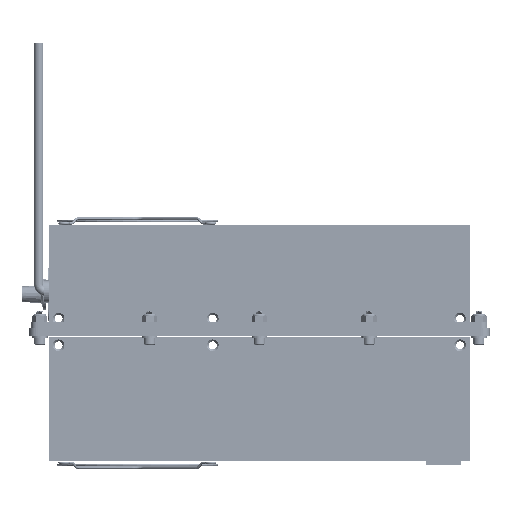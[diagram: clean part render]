
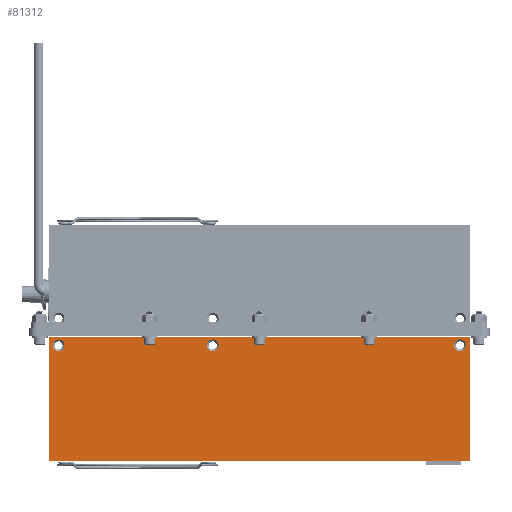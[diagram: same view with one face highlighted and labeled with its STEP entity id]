
A CAD part, left-side view. The second image highlights one B-rep face of the part: STEP entity #81312.
In plain terms, the highlighted planar face has unit normal (-1, 0, 0).
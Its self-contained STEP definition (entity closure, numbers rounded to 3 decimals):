
#15 = VERTEX_POINT ( 'NONE', #4784 ) ;
#229 = CARTESIAN_POINT ( 'NONE',  ( -0.691, 8.571, 10.92 ) ) ;
#1496 = EDGE_CURVE ( 'NONE', #72661, #3276, #7446, .T. ) ;
#3276 = VERTEX_POINT ( 'NONE', #76267 ) ;
#4784 = CARTESIAN_POINT ( 'NONE',  ( -0.691, 13.196, 11.155 ) ) ;
#5053 = CARTESIAN_POINT ( 'NONE',  ( -0.691, 13.196, 11.155 ) ) ;
#6103 = CARTESIAN_POINT ( 'NONE',  ( -0.691, 1.602, 11.086 ) ) ;
#6637 = CARTESIAN_POINT ( 'NONE',  ( -0.691, 1.321, 11.155 ) ) ;
#6969 = AXIS2_PLACEMENT_3D ( 'NONE', #39389, #112658, #30781 ) ;
#7419 = EDGE_LOOP ( 'NONE', ( #56148, #91676, #26688, #33838 ) ) ;
#7446 = CIRCLE ( 'NONE', #6969, 0.166 ) ;
#7483 = CARTESIAN_POINT ( 'NONE',  ( -0.691, 13.196, 11.155 ) ) ;
#7720 = CIRCLE ( 'NONE', #27938, 0.166 ) ;
#9441 = CARTESIAN_POINT ( 'NONE',  ( -0.691, 12.915, 10.92 ) ) ;
#9486 = EDGE_CURVE ( 'NONE', #3276, #72661, #7720, .T. ) ;
#9762 = DIRECTION ( 'NONE',  ( -1., 0., 0. ) ) ;
#10154 = LINE ( 'NONE', #32372, #107766 ) ;
#10466 = DIRECTION ( 'NONE',  ( 0., 0., -1. ) ) ;
#10667 = EDGE_CURVE ( 'NONE', #89284, #133979, #74366, .T. ) ;
#14946 = AXIS2_PLACEMENT_3D ( 'NONE', #92304, #50984, #82773 ) ;
#14983 = CARTESIAN_POINT ( 'NONE',  ( -0.691, 12.915, 11.086 ) ) ;
#18757 = ORIENTED_EDGE ( 'NONE', *, *, #1496, .F. ) ;
#20072 = DIRECTION ( 'NONE',  ( 0., -1., 0. ) ) ;
#25826 = CIRCLE ( 'NONE', #112180, 0.166 ) ;
#26688 = ORIENTED_EDGE ( 'NONE', *, *, #52709, .F. ) ;
#27870 = EDGE_LOOP ( 'NONE', ( #18757, #105920 ) ) ;
#27938 = AXIS2_PLACEMENT_3D ( 'NONE', #9441, #113182, #70833 ) ;
#29818 = DIRECTION ( 'NONE',  ( 0., 0., 1. ) ) ;
#30526 = CARTESIAN_POINT ( 'NONE',  ( -0.691, 1.321, 11.155 ) ) ;
#30781 = DIRECTION ( 'NONE',  ( 0., 0., 1. ) ) ;
#32372 = CARTESIAN_POINT ( 'NONE',  ( -0.691, 13.196, 11.155 ) ) ;
#33028 = AXIS2_PLACEMENT_3D ( 'NONE', #7483, #112121, #80205 ) ;
#33838 = ORIENTED_EDGE ( 'NONE', *, *, #95281, .T. ) ;
#39389 = CARTESIAN_POINT ( 'NONE',  ( -0.691, 12.915, 10.92 ) ) ;
#39967 = AXIS2_PLACEMENT_3D ( 'NONE', #49013, #60357, #49897 ) ;
#42938 = CIRCLE ( 'NONE', #39967, 0.166 ) ;
#45517 = EDGE_CURVE ( 'NONE', #84720, #100948, #109173, .T. ) ;
#46117 = VERTEX_POINT ( 'NONE', #127240 ) ;
#47347 = VECTOR ( 'NONE', #10466, 39.37 ) ;
#49013 = CARTESIAN_POINT ( 'NONE',  ( -0.691, 1.602, 10.92 ) ) ;
#49029 = AXIS2_PLACEMENT_3D ( 'NONE', #131410, #90860, #80393 ) ;
#49897 = DIRECTION ( 'NONE',  ( 0., 0., 1. ) ) ;
#50984 = DIRECTION ( 'NONE',  ( -1., 0., 0. ) ) ;
#52709 = EDGE_CURVE ( 'NONE', #15, #84720, #10154, .T. ) ;
#54331 = VECTOR ( 'NONE', #20072, 39.37 ) ;
#54621 = ORIENTED_EDGE ( 'NONE', *, *, #10667, .F. ) ;
#56148 = ORIENTED_EDGE ( 'NONE', *, *, #85699, .T. ) ;
#58258 = FACE_BOUND ( 'NONE', #90544, .T. ) ;
#59706 = VERTEX_POINT ( 'NONE', #95861 ) ;
#60238 = PLANE ( 'NONE',  #33028 ) ;
#60357 = DIRECTION ( 'NONE',  ( -1., 0., 0. ) ) ;
#60892 = LINE ( 'NONE', #60986, #54331 ) ;
#60986 = CARTESIAN_POINT ( 'NONE',  ( -0.691, 13.196, 7.655 ) ) ;
#62460 = EDGE_LOOP ( 'NONE', ( #54621, #128202 ) ) ;
#62843 = EDGE_CURVE ( 'NONE', #133979, #89284, #42938, .T. ) ;
#63246 = FACE_BOUND ( 'NONE', #62460, .T. ) ;
#64381 = CIRCLE ( 'NONE', #49029, 0.166 ) ;
#68032 = FACE_BOUND ( 'NONE', #27870, .T. ) ;
#70833 = DIRECTION ( 'NONE',  ( 0., 0., 1. ) ) ;
#72661 = VERTEX_POINT ( 'NONE', #14983 ) ;
#73268 = CARTESIAN_POINT ( 'NONE',  ( -0.691, 13.196, 7.655 ) ) ;
#74366 = CIRCLE ( 'NONE', #14946, 0.166 ) ;
#76267 = CARTESIAN_POINT ( 'NONE',  ( -0.691, 12.915, 10.755 ) ) ;
#77768 = DIRECTION ( 'NONE',  ( 0., 0., -1. ) ) ;
#80205 = DIRECTION ( 'NONE',  ( 0., 1., 0. ) ) ;
#80393 = DIRECTION ( 'NONE',  ( 0., 0., 1. ) ) ;
#81312 = ADVANCED_FACE ( 'NONE', ( #58258, #63246, #89108, #68032 ), #60238, .F. ) ;
#82773 = DIRECTION ( 'NONE',  ( 0., 0., 1. ) ) ;
#84463 = CARTESIAN_POINT ( 'NONE',  ( -0.691, 1.602, 10.755 ) ) ;
#84720 = VERTEX_POINT ( 'NONE', #6637 ) ;
#85699 = EDGE_CURVE ( 'NONE', #128850, #100948, #60892, .T. ) ;
#89108 = FACE_OUTER_BOUND ( 'NONE', #7419, .T. ) ;
#89284 = VERTEX_POINT ( 'NONE', #6103 ) ;
#90544 = EDGE_LOOP ( 'NONE', ( #106179, #108504 ) ) ;
#90860 = DIRECTION ( 'NONE',  ( -1., 0., 0. ) ) ;
#91676 = ORIENTED_EDGE ( 'NONE', *, *, #45517, .F. ) ;
#92304 = CARTESIAN_POINT ( 'NONE',  ( -0.691, 1.602, 10.92 ) ) ;
#95078 = DIRECTION ( 'NONE',  ( 0., -1., 0. ) ) ;
#95281 = EDGE_CURVE ( 'NONE', #15, #128850, #97522, .T. ) ;
#95861 = CARTESIAN_POINT ( 'NONE',  ( -0.691, 8.571, 11.086 ) ) ;
#97095 = EDGE_CURVE ( 'NONE', #46117, #59706, #25826, .T. ) ;
#97522 = LINE ( 'NONE', #5053, #104143 ) ;
#100948 = VERTEX_POINT ( 'NONE', #133431 ) ;
#104143 = VECTOR ( 'NONE', #77768, 39.37 ) ;
#105920 = ORIENTED_EDGE ( 'NONE', *, *, #9486, .F. ) ;
#106179 = ORIENTED_EDGE ( 'NONE', *, *, #116916, .F. ) ;
#107766 = VECTOR ( 'NONE', #95078, 39.37 ) ;
#108504 = ORIENTED_EDGE ( 'NONE', *, *, #97095, .F. ) ;
#109173 = LINE ( 'NONE', #30526, #47347 ) ;
#112121 = DIRECTION ( 'NONE',  ( 1., 0., 0. ) ) ;
#112180 = AXIS2_PLACEMENT_3D ( 'NONE', #229, #9762, #29818 ) ;
#112658 = DIRECTION ( 'NONE',  ( -1., 0., 0. ) ) ;
#113182 = DIRECTION ( 'NONE',  ( -1., 0., 0. ) ) ;
#116916 = EDGE_CURVE ( 'NONE', #59706, #46117, #64381, .T. ) ;
#127240 = CARTESIAN_POINT ( 'NONE',  ( -0.691, 8.571, 10.755 ) ) ;
#128202 = ORIENTED_EDGE ( 'NONE', *, *, #62843, .F. ) ;
#128850 = VERTEX_POINT ( 'NONE', #73268 ) ;
#131410 = CARTESIAN_POINT ( 'NONE',  ( -0.691, 8.571, 10.92 ) ) ;
#133431 = CARTESIAN_POINT ( 'NONE',  ( -0.691, 1.321, 7.655 ) ) ;
#133979 = VERTEX_POINT ( 'NONE', #84463 ) ;
